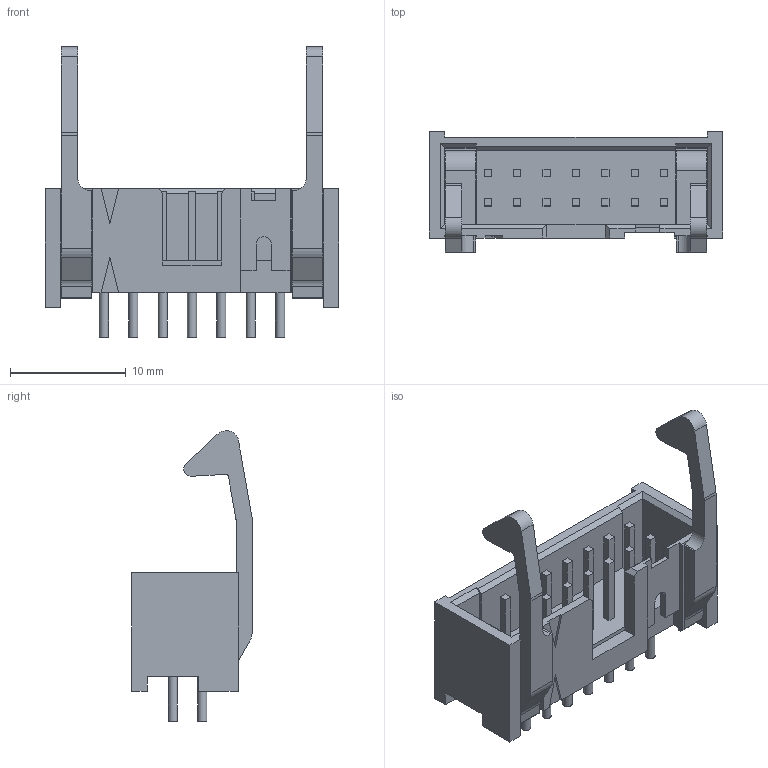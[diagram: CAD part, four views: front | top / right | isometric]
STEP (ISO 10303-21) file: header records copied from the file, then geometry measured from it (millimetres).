
FILE_DESCRIPTION(/* description */ (''),/* implementation_level */ '2;1');
FILE_NAME(/* name */ 'TYCO_2-1761606-5.stp',/* time_stamp */ '2017-08-07T16:06:21+02:00',/* author */ ('jchouvet'),/* organization */ ('Tyco Electronics Corporation'),/* preprocessor_version */ 'ST-DEVELOPER v16.1',/* originating_system */ 'AutoCAD Mechanical',/* authorisation */ '');
FILE_SCHEMA (('AUTOMOTIVE_DESIGN { 1 0 10303 214 3 1 1 }'));
Length unit declared in the file: millimetre
Products named in the file (1): Product
Bounding box: 25.4 x 10.41 x 25.14 mm (x, y, z)
Volume: 1160.7 mm3; surface area: 2297.9 mm2
Topology: 31 solids, 31 shells, 272 faces, 638 edges, 422 vertices
Faces by surface type: plane 223, cylinder 49
Full cylindrical faces by diameter (mm): 0.787 x14, 1.499 x2
Entity records: 7663 total; most frequent: CARTESIAN_POINT 1317, DIRECTION 1266, ORIENTED_EDGE 1244, EDGE_CURVE 622, LINE 524, VECTOR 524, VERTEX_POINT 422, AXIS2_PLACEMENT_3D 371
